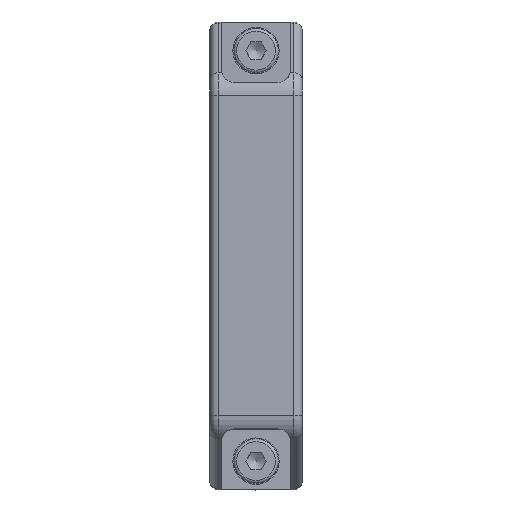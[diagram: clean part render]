
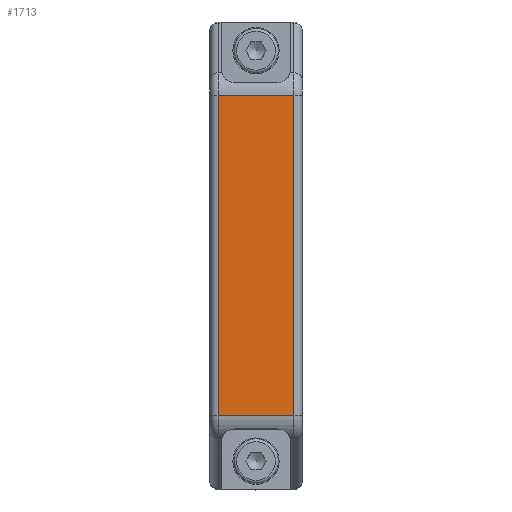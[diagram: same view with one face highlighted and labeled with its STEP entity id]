
A CAD part, top view. The second image highlights one B-rep face of the part: STEP entity #1713.
In plain terms, the highlighted planar face has unit normal (0, 0, 1).
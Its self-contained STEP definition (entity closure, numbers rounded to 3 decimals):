
#197=PLANE('',#1964);
#279=FACE_OUTER_BOUND('',#384,.T.);
#384=EDGE_LOOP('',(#1427,#1428,#1429,#1430));
#516=LINE('',#3010,#644);
#519=LINE('',#3024,#647);
#521=LINE('',#3063,#649);
#522=LINE('',#3064,#650);
#644=VECTOR('',#2367,10.);
#647=VECTOR('',#2386,1.);
#649=VECTOR('',#2392,1.);
#650=VECTOR('',#2393,10.);
#812=VERTEX_POINT('',#3007);
#813=VERTEX_POINT('',#3009);
#816=VERTEX_POINT('',#3023);
#819=VERTEX_POINT('',#3062);
#1026=EDGE_CURVE('',#812,#813,#516,.T.);
#1033=EDGE_CURVE('',#816,#813,#519,.T.);
#1038=EDGE_CURVE('',#819,#812,#521,.T.);
#1039=EDGE_CURVE('',#816,#819,#522,.T.);
#1427=ORIENTED_EDGE('',*,*,#1026,.F.);
#1428=ORIENTED_EDGE('',*,*,#1038,.F.);
#1429=ORIENTED_EDGE('',*,*,#1039,.F.);
#1430=ORIENTED_EDGE('',*,*,#1033,.T.);
#1713=ADVANCED_FACE('',(#279),#197,.F.);
#1964=AXIS2_PLACEMENT_3D('',#3061,#2390,#2391);
#2367=DIRECTION('',(0.,1.,0.));
#2386=DIRECTION('',(-1.,0.,0.));
#2390=DIRECTION('center_axis',(0.,0.,-1.));
#2391=DIRECTION('ref_axis',(1.,0.,0.));
#2392=DIRECTION('',(-1.,0.,0.));
#2393=DIRECTION('',(0.,-1.,0.));
#3007=CARTESIAN_POINT('',(-8.5,10.243,36.));
#3009=CARTESIAN_POINT('',(-8.5,82.757,36.));
#3010=CARTESIAN_POINT('',(-8.5,27.622,36.));
#3023=CARTESIAN_POINT('',(8.5,82.757,36.));
#3024=CARTESIAN_POINT('',(10.5,82.757,36.));
#3061=CARTESIAN_POINT('Origin',(10.5,9.243,36.));
#3062=CARTESIAN_POINT('',(8.5,10.243,36.));
#3063=CARTESIAN_POINT('',(10.5,10.243,36.));
#3064=CARTESIAN_POINT('',(8.5,27.622,36.));
